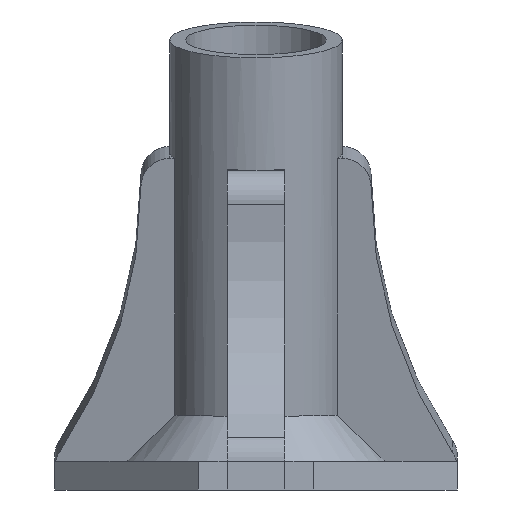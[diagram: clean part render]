
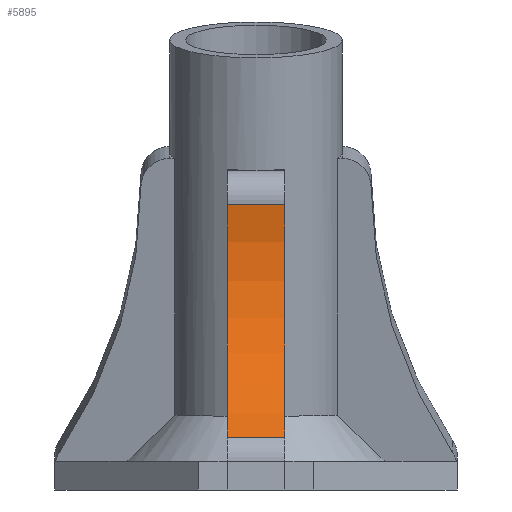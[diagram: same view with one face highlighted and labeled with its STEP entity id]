
A CAD part, left-side view. The second image highlights one B-rep face of the part: STEP entity #5895.
In plain terms, the highlighted cylindrical face has radius 38.67 mm (diameter 77.341 mm), a partial arc.
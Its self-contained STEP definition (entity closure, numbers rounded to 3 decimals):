
#2120 = PLANE('',#2121);
#2121 = AXIS2_PLACEMENT_3D('',#2122,#2123,#2124);
#2122 = CARTESIAN_POINT('',(497.75,-5.,46.789));
#2123 = DIRECTION('',(0.,1.,0.));
#2124 = DIRECTION('',(0.,0.,1.));
#2214 = PLANE('',#2215);
#2215 = AXIS2_PLACEMENT_3D('',#2216,#2217,#2218);
#2216 = CARTESIAN_POINT('',(497.75,5.,46.789));
#2217 = DIRECTION('',(0.,1.,0.));
#2218 = DIRECTION('',(0.,0.,1.));
#4032 = VERTEX_POINT('',#4033);
#4033 = CARTESIAN_POINT('',(452.272,5.,34.19));
#4052 = CYLINDRICAL_SURFACE('',#4053,5.);
#4053 = AXIS2_PLACEMENT_3D('',#4054,#4055,#4056);
#4054 = CARTESIAN_POINT('',(455.,5.,30.));
#4055 = DIRECTION('',(0.,1.,0.));
#4056 = DIRECTION('',(1.,0.,0.));
#4064 = EDGE_CURVE('',#4032,#4065,#4067,.T.);
#4065 = VERTEX_POINT('',#4066);
#4066 = CARTESIAN_POINT('',(469.002,5.,74.64));
#4067 = SURFACE_CURVE('',#4068,(#4073,#4084),.PCURVE_S1.);
#4068 = CIRCLE('',#4069,38.67);
#4069 = AXIS2_PLACEMENT_3D('',#4070,#4071,#4072);
#4070 = CARTESIAN_POINT('',(431.177,5.,66.6));
#4071 = DIRECTION('',(0.,-1.,0.));
#4072 = DIRECTION('',(1.,0.,0.));
#4073 = PCURVE('',#2214,#4074);
#4074 = DEFINITIONAL_REPRESENTATION('',(#4075),#4083);
#4075 = ( BOUNDED_CURVE() B_SPLINE_CURVE(2,(#4076,#4077,#4078,#4079,
#4080,#4081,#4082),.UNSPECIFIED.,.T.,.F.) B_SPLINE_CURVE_WITH_KNOTS((1,2
    ,2,2,2,1),(-2.094,0.,2.094,4.189,
6.283,8.378),.UNSPECIFIED.) CURVE() 
GEOMETRIC_REPRESENTATION_ITEM() RATIONAL_B_SPLINE_CURVE((1.,0.5,1.,0.5,
1.,0.5,1.)) REPRESENTATION_ITEM('') );
#4076 = CARTESIAN_POINT('',(19.811,-27.903));
#4077 = CARTESIAN_POINT('',(86.79,-27.903));
#4078 = CARTESIAN_POINT('',(53.3,-85.908));
#4079 = CARTESIAN_POINT('',(19.811,-143.914));
#4080 = CARTESIAN_POINT('',(-13.679,-85.908));
#4081 = CARTESIAN_POINT('',(-47.169,-27.903));
#4082 = CARTESIAN_POINT('',(19.811,-27.903));
#4083 = ( GEOMETRIC_REPRESENTATION_CONTEXT(2) 
PARAMETRIC_REPRESENTATION_CONTEXT() REPRESENTATION_CONTEXT('2D SPACE',''
  ) );
#4084 = PCURVE('',#4085,#4090);
#4085 = CYLINDRICAL_SURFACE('',#4086,38.67);
#4086 = AXIS2_PLACEMENT_3D('',#4087,#4088,#4089);
#4087 = CARTESIAN_POINT('',(431.177,5.,66.6));
#4088 = DIRECTION('',(0.,1.,0.));
#4089 = DIRECTION('',(1.,0.,0.));
#4090 = DEFINITIONAL_REPRESENTATION('',(#4091),#4095);
#4091 = LINE('',#4092,#4093);
#4092 = CARTESIAN_POINT('',(-0.,0.));
#4093 = VECTOR('',#4094,1.);
#4094 = DIRECTION('',(-1.,0.));
#4095 = ( GEOMETRIC_REPRESENTATION_CONTEXT(2) 
PARAMETRIC_REPRESENTATION_CONTEXT() REPRESENTATION_CONTEXT('2D SPACE',''
  ) );
#4118 = CYLINDRICAL_SURFACE('',#4119,5.);
#4119 = AXIS2_PLACEMENT_3D('',#4120,#4121,#4122);
#4120 = CARTESIAN_POINT('',(473.893,5.,75.679));
#4121 = DIRECTION('',(0.,1.,0.));
#4122 = DIRECTION('',(1.,0.,0.));
#4682 = VERTEX_POINT('',#4683);
#4683 = CARTESIAN_POINT('',(452.272,-5.,34.19));
#4709 = EDGE_CURVE('',#4682,#4710,#4712,.T.);
#4710 = VERTEX_POINT('',#4711);
#4711 = CARTESIAN_POINT('',(469.002,-5.,74.64));
#4712 = SURFACE_CURVE('',#4713,(#4718,#4729),.PCURVE_S1.);
#4713 = CIRCLE('',#4714,38.67);
#4714 = AXIS2_PLACEMENT_3D('',#4715,#4716,#4717);
#4715 = CARTESIAN_POINT('',(431.177,-5.,66.6));
#4716 = DIRECTION('',(0.,-1.,0.));
#4717 = DIRECTION('',(1.,0.,0.));
#4718 = PCURVE('',#2120,#4719);
#4719 = DEFINITIONAL_REPRESENTATION('',(#4720),#4728);
#4720 = ( BOUNDED_CURVE() B_SPLINE_CURVE(2,(#4721,#4722,#4723,#4724,
#4725,#4726,#4727),.UNSPECIFIED.,.T.,.F.) B_SPLINE_CURVE_WITH_KNOTS((1,2
    ,2,2,2,1),(-2.094,0.,2.094,4.189,
6.283,8.378),.UNSPECIFIED.) CURVE() 
GEOMETRIC_REPRESENTATION_ITEM() RATIONAL_B_SPLINE_CURVE((1.,0.5,1.,0.5,
1.,0.5,1.)) REPRESENTATION_ITEM('') );
#4721 = CARTESIAN_POINT('',(19.811,-27.903));
#4722 = CARTESIAN_POINT('',(86.79,-27.903));
#4723 = CARTESIAN_POINT('',(53.3,-85.908));
#4724 = CARTESIAN_POINT('',(19.811,-143.914));
#4725 = CARTESIAN_POINT('',(-13.679,-85.908));
#4726 = CARTESIAN_POINT('',(-47.169,-27.903));
#4727 = CARTESIAN_POINT('',(19.811,-27.903));
#4728 = ( GEOMETRIC_REPRESENTATION_CONTEXT(2) 
PARAMETRIC_REPRESENTATION_CONTEXT() REPRESENTATION_CONTEXT('2D SPACE',''
  ) );
#4729 = PCURVE('',#4085,#4730);
#4730 = DEFINITIONAL_REPRESENTATION('',(#4731),#4735);
#4731 = LINE('',#4732,#4733);
#4732 = CARTESIAN_POINT('',(-0.,-10.));
#4733 = VECTOR('',#4734,1.);
#4734 = DIRECTION('',(-1.,0.));
#4735 = ( GEOMETRIC_REPRESENTATION_CONTEXT(2) 
PARAMETRIC_REPRESENTATION_CONTEXT() REPRESENTATION_CONTEXT('2D SPACE',''
  ) );
#5852 = EDGE_CURVE('',#4032,#4682,#5853,.T.);
#5853 = SURFACE_CURVE('',#5854,(#5858,#5865),.PCURVE_S1.);
#5854 = LINE('',#5855,#5856);
#5855 = CARTESIAN_POINT('',(452.272,5.,34.19));
#5856 = VECTOR('',#5857,1.);
#5857 = DIRECTION('',(0.,-1.,0.));
#5858 = PCURVE('',#4052,#5859);
#5859 = DEFINITIONAL_REPRESENTATION('',(#5860),#5864);
#5860 = LINE('',#5861,#5862);
#5861 = CARTESIAN_POINT('',(-2.148,0.));
#5862 = VECTOR('',#5863,1.);
#5863 = DIRECTION('',(-0.,-1.));
#5864 = ( GEOMETRIC_REPRESENTATION_CONTEXT(2) 
PARAMETRIC_REPRESENTATION_CONTEXT() REPRESENTATION_CONTEXT('2D SPACE',''
  ) );
#5865 = PCURVE('',#4085,#5866);
#5866 = DEFINITIONAL_REPRESENTATION('',(#5867),#5871);
#5867 = LINE('',#5868,#5869);
#5868 = CARTESIAN_POINT('',(-5.289,0.));
#5869 = VECTOR('',#5870,1.);
#5870 = DIRECTION('',(-0.,-1.));
#5871 = ( GEOMETRIC_REPRESENTATION_CONTEXT(2) 
PARAMETRIC_REPRESENTATION_CONTEXT() REPRESENTATION_CONTEXT('2D SPACE',''
  ) );
#5895 = ADVANCED_FACE('',(#5896),#4085,.F.);
#5896 = FACE_BOUND('',#5897,.T.);
#5897 = EDGE_LOOP('',(#5898,#5899,#5900,#5921));
#5898 = ORIENTED_EDGE('',*,*,#5852,.T.);
#5899 = ORIENTED_EDGE('',*,*,#4709,.T.);
#5900 = ORIENTED_EDGE('',*,*,#5901,.F.);
#5901 = EDGE_CURVE('',#4065,#4710,#5902,.T.);
#5902 = SURFACE_CURVE('',#5903,(#5907,#5914),.PCURVE_S1.);
#5903 = LINE('',#5904,#5905);
#5904 = CARTESIAN_POINT('',(469.002,5.,74.64));
#5905 = VECTOR('',#5906,1.);
#5906 = DIRECTION('',(0.,-1.,0.));
#5907 = PCURVE('',#4085,#5908);
#5908 = DEFINITIONAL_REPRESENTATION('',(#5909),#5913);
#5909 = LINE('',#5910,#5911);
#5910 = CARTESIAN_POINT('',(-6.493,0.));
#5911 = VECTOR('',#5912,1.);
#5912 = DIRECTION('',(-0.,-1.));
#5913 = ( GEOMETRIC_REPRESENTATION_CONTEXT(2) 
PARAMETRIC_REPRESENTATION_CONTEXT() REPRESENTATION_CONTEXT('2D SPACE',''
  ) );
#5914 = PCURVE('',#4118,#5915);
#5915 = DEFINITIONAL_REPRESENTATION('',(#5916),#5920);
#5916 = LINE('',#5917,#5918);
#5917 = CARTESIAN_POINT('',(-3.351,0.));
#5918 = VECTOR('',#5919,1.);
#5919 = DIRECTION('',(-0.,-1.));
#5920 = ( GEOMETRIC_REPRESENTATION_CONTEXT(2) 
PARAMETRIC_REPRESENTATION_CONTEXT() REPRESENTATION_CONTEXT('2D SPACE',''
  ) );
#5921 = ORIENTED_EDGE('',*,*,#4064,.F.);
